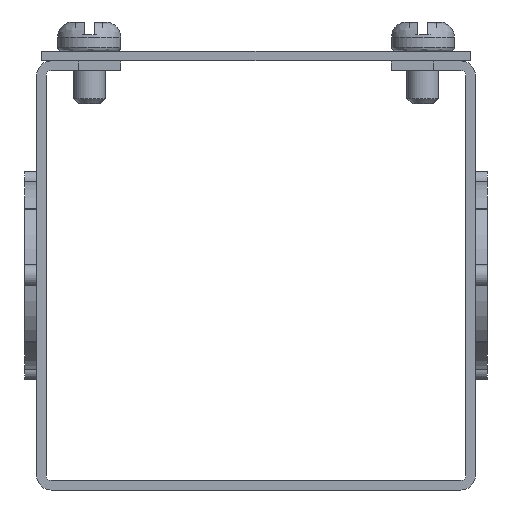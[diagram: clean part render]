
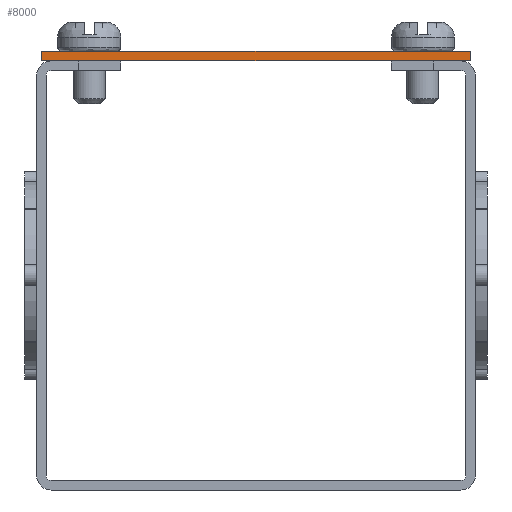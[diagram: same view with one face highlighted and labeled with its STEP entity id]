
A CAD part, front view. The second image highlights one B-rep face of the part: STEP entity #8000.
In plain terms, the highlighted planar face has unit normal (0, -1, 0).
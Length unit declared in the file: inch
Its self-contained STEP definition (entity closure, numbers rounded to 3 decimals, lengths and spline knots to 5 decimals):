
#244 = CARTESIAN_POINT ( 'NONE',  ( 1.27575, -17.969, 2.614 ) ) ;
#1223 = FACE_OUTER_BOUND ( 'NONE', #9678, .T. ) ;
#1576 = DIRECTION ( 'NONE',  ( -1., 0., 0. ) ) ;
#1824 = ORIENTED_EDGE ( 'NONE', *, *, #9368, .F. ) ;
#2347 = VERTEX_POINT ( 'NONE', #3421 ) ;
#3421 = CARTESIAN_POINT ( 'NONE',  ( -1.27575, -17.969, 2.614 ) ) ;
#3539 = CARTESIAN_POINT ( 'NONE',  ( -1.27575, -17.969, 2.557 ) ) ;
#4277 = VECTOR ( 'NONE', #15124, 39.37008 ) ;
#4412 = VECTOR ( 'NONE', #1576, 39.37008 ) ;
#5434 = LINE ( 'NONE', #13271, #4412 ) ;
#5470 = DIRECTION ( 'NONE',  ( -1., 0., 0. ) ) ;
#6488 = ORIENTED_EDGE ( 'NONE', *, *, #13576, .T. ) ;
#6588 = DIRECTION ( 'NONE',  ( 0., -1., 0. ) ) ;
#6818 = VERTEX_POINT ( 'NONE', #244 ) ;
#6878 = LINE ( 'NONE', #10653, #11769 ) ;
#7506 = ORIENTED_EDGE ( 'NONE', *, *, #15363, .F. ) ;
#8000 = ADVANCED_FACE ( 'NONE', ( #1223 ), #11633, .T. ) ;
#8119 = CARTESIAN_POINT ( 'NONE',  ( -1.27575, -17.969, 2.557 ) ) ;
#8394 = AXIS2_PLACEMENT_3D ( 'NONE', #8119, #6588, #15640 ) ;
#9368 = EDGE_CURVE ( 'NONE', #14033, #11016, #10425, .T. ) ;
#9678 = EDGE_LOOP ( 'NONE', ( #1824, #7506, #6488, #14975 ) ) ;
#10425 = LINE ( 'NONE', #13303, #14236 ) ;
#10653 = CARTESIAN_POINT ( 'NONE',  ( -1.27575, -17.969, 2.557 ) ) ;
#11016 = VERTEX_POINT ( 'NONE', #3539 ) ;
#11633 = PLANE ( 'NONE',  #8394 ) ;
#11769 = VECTOR ( 'NONE', #16005, 39.37008 ) ;
#12326 = CARTESIAN_POINT ( 'NONE',  ( 1.27575, -17.969, 2.557 ) ) ;
#13271 = CARTESIAN_POINT ( 'NONE',  ( -1.27575, -17.969, 2.614 ) ) ;
#13303 = CARTESIAN_POINT ( 'NONE',  ( -1.27575, -17.969, 2.557 ) ) ;
#13513 = EDGE_CURVE ( 'NONE', #11016, #2347, #6878, .T. ) ;
#13576 = EDGE_CURVE ( 'NONE', #6818, #2347, #5434, .T. ) ;
#14033 = VERTEX_POINT ( 'NONE', #14679 ) ;
#14236 = VECTOR ( 'NONE', #5470, 39.37008 ) ;
#14679 = CARTESIAN_POINT ( 'NONE',  ( 1.27575, -17.969, 2.557 ) ) ;
#14975 = ORIENTED_EDGE ( 'NONE', *, *, #13513, .F. ) ;
#15124 = DIRECTION ( 'NONE',  ( 0., 0., -1. ) ) ;
#15363 = EDGE_CURVE ( 'NONE', #6818, #14033, #16313, .T. ) ;
#15640 = DIRECTION ( 'NONE',  ( 0., 0., -1. ) ) ;
#16005 = DIRECTION ( 'NONE',  ( 0., 0., 1. ) ) ;
#16313 = LINE ( 'NONE', #12326, #4277 ) ;
